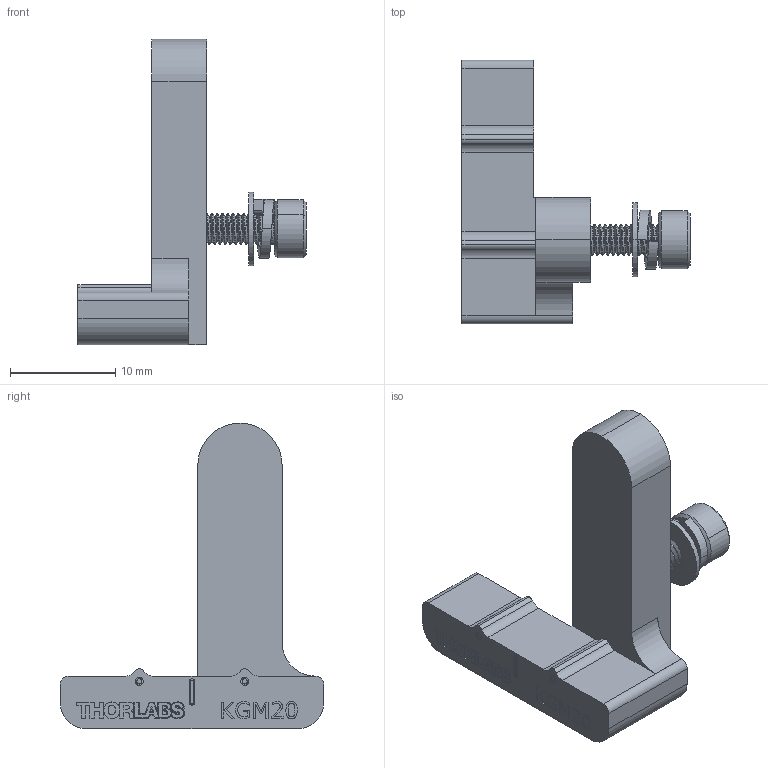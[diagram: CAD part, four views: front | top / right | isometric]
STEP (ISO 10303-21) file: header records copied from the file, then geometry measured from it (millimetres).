
FILE_DESCRIPTION(('FreeCAD Model'),'2;1');
FILE_NAME('Open CASCADE Shape Model','2023-03-22T12:22:24',('Author'),( ''),'Open CASCADE STEP processor 7.6','FreeCAD','Unknown');
FILE_SCHEMA(('AUTOMOTIVE_DESIGN { 1 0 10303 214 1 1 1 1 }'));
Length unit declared in the file: millimetre
Products named in the file (5): LinkGroup; Solid010; Solid002; Solid; Solid008
Assembly tree (4 placements, depth 2):
  LinkGroup
    Solid010
    Solid002
    Solid
    Solid008
Bounding box: 21.64 x 25 x 29 mm (x, y, z)
Volume: 2199.4 mm3; surface area: 1806 mm2
Topology: 4 solids, 4 shells, 401 faces, 1073 edges, 707 vertices
Faces by surface type: plane 179, cylinder 110, bspline 94, cone 18
Entity records: 34167 total; most frequent: CARTESIAN_POINT 14416, DIRECTION 3034, LINE 2159, VECTOR 2159, ORIENTED_EDGE 2142, PCURVE 2142, DEFINITIONAL_REPRESENTATION 2142, EDGE_CURVE 1071
